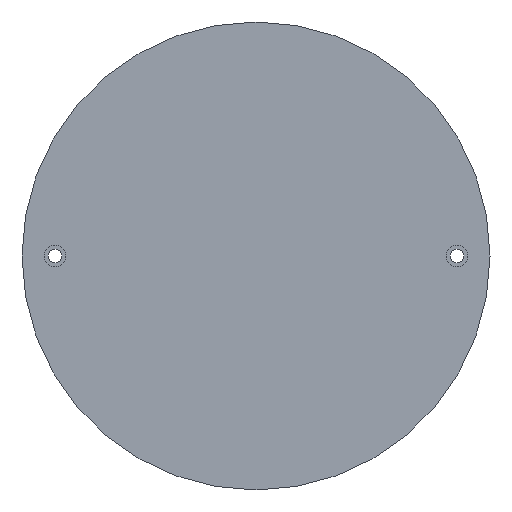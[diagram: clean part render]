
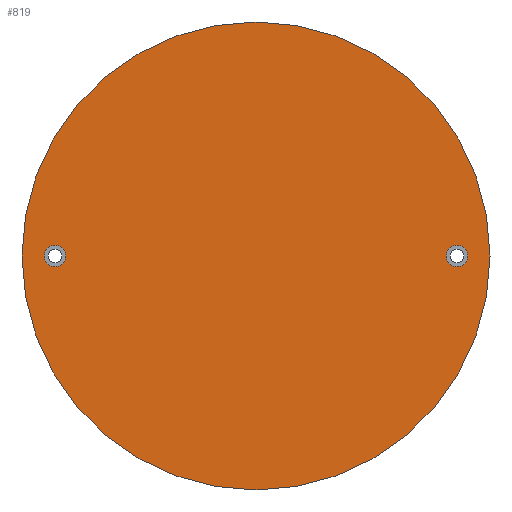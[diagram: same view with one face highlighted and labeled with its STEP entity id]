
A CAD part, front view. The second image highlights one B-rep face of the part: STEP entity #819.
In plain terms, the highlighted planar face has unit normal (0, -1, 0).
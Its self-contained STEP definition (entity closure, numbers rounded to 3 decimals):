
#22=FACE_BOUND('',#126,.T.);
#23=FACE_BOUND('',#127,.T.);
#24=CIRCLE('',#844,2.3);
#27=CIRCLE('',#849,2.3);
#33=CIRCLE('',#874,50.);
#74=FACE_OUTER_BOUND('',#125,.T.);
#125=EDGE_LOOP('',(#710));
#126=EDGE_LOOP('',(#711));
#127=EDGE_LOOP('',(#712));
#371=VERTEX_POINT('',#1188);
#374=VERTEX_POINT('',#1197);
#411=VERTEX_POINT('',#1306);
#457=EDGE_CURVE('',#371,#371,#24,.T.);
#461=EDGE_CURVE('',#374,#374,#27,.T.);
#514=EDGE_CURVE('',#411,#411,#33,.T.);
#710=ORIENTED_EDGE('',*,*,#514,.T.);
#711=ORIENTED_EDGE('',*,*,#457,.T.);
#712=ORIENTED_EDGE('',*,*,#461,.T.);
#775=PLANE('',#875);
#819=ADVANCED_FACE('',(#74,#22,#23),#775,.T.);
#844=AXIS2_PLACEMENT_3D('',#1189,#959,#960);
#849=AXIS2_PLACEMENT_3D('',#1198,#970,#971);
#874=AXIS2_PLACEMENT_3D('',#1307,#1067,#1068);
#875=AXIS2_PLACEMENT_3D('',#1309,#1070,#1071);
#959=DIRECTION('center_axis',(0.,1.,0.));
#960=DIRECTION('ref_axis',(1.,0.,0.));
#970=DIRECTION('center_axis',(0.,1.,0.));
#971=DIRECTION('ref_axis',(1.,0.,0.));
#1067=DIRECTION('center_axis',(0.,-1.,0.));
#1068=DIRECTION('ref_axis',(1.,0.,0.));
#1070=DIRECTION('center_axis',(0.,-1.,0.));
#1071=DIRECTION('ref_axis',(1.,0.,0.));
#1188=CARTESIAN_POINT('',(40.65,-54.048,136.14));
#1189=CARTESIAN_POINT('Origin',(42.95,-54.048,136.14));
#1197=CARTESIAN_POINT('',(-45.25,-54.048,136.14));
#1198=CARTESIAN_POINT('Origin',(-42.95,-54.048,136.14));
#1306=CARTESIAN_POINT('',(-50.,-54.048,136.14));
#1307=CARTESIAN_POINT('Origin',(0.,-54.048,
136.14));
#1309=CARTESIAN_POINT('Origin',(0.,-54.048,
136.14));
